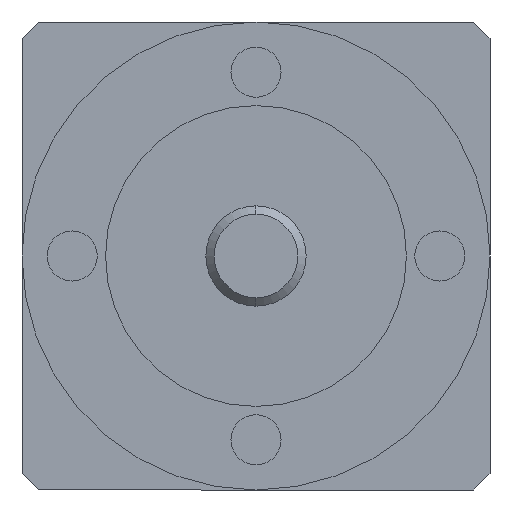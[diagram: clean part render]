
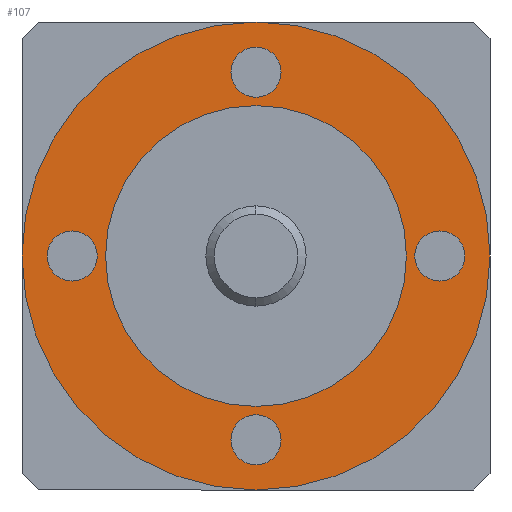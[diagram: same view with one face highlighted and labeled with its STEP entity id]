
A CAD part, front view. The second image highlights one B-rep face of the part: STEP entity #107.
In plain terms, the highlighted planar face has unit normal (0, -1, 0).
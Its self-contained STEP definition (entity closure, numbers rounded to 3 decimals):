
#17 = EDGE_CURVE ( 'NONE', #177, #782, #1007, .T. ) ;
#19 = AXIS2_PLACEMENT_3D ( 'NONE', #1082, #839, #742 ) ;
#23 = DIRECTION ( 'NONE',  ( 0., 0., -1. ) ) ;
#27 = DIRECTION ( 'NONE',  ( 0., 0., 1. ) ) ;
#28 = VERTEX_POINT ( 'NONE', #827 ) ;
#36 = DIRECTION ( 'NONE',  ( 0., -1., 0. ) ) ;
#49 = FACE_OUTER_BOUND ( 'NONE', #1094, .T. ) ;
#57 = AXIS2_PLACEMENT_3D ( 'NONE', #93, #166, #856 ) ;
#58 = DIRECTION ( 'NONE',  ( 0., 0., -1. ) ) ;
#72 = CIRCLE ( 'NONE', #705, 1.5 ) ;
#78 = ORIENTED_EDGE ( 'NONE', *, *, #950, .F. ) ;
#87 = CIRCLE ( 'NONE', #350, 1.5 ) ;
#91 = CARTESIAN_POINT ( 'NONE',  ( -11., -25.2, 1.5 ) ) ;
#93 = CARTESIAN_POINT ( 'NONE',  ( -11., -25.2, 0. ) ) ;
#94 = DIRECTION ( 'NONE',  ( 0., 0., -1. ) ) ;
#97 = CIRCLE ( 'NONE', #626, 1.5 ) ;
#107 = ADVANCED_FACE ( 'NONE', ( #520, #303, #564, #877, #1017, #49 ), #316, .F. ) ;
#112 = CIRCLE ( 'NONE', #403, 9. ) ;
#116 = EDGE_LOOP ( 'NONE', ( #427, #127 ) ) ;
#118 = CARTESIAN_POINT ( 'NONE',  ( 11., -25.2, 1.5 ) ) ;
#123 = DIRECTION ( 'NONE',  ( 0., -1., 0. ) ) ;
#127 = ORIENTED_EDGE ( 'NONE', *, *, #227, .F. ) ;
#132 = EDGE_CURVE ( 'NONE', #782, #177, #970, .T. ) ;
#156 = CIRCLE ( 'NONE', #159, 9. ) ;
#159 = AXIS2_PLACEMENT_3D ( 'NONE', #688, #673, #27 ) ;
#166 = DIRECTION ( 'NONE',  ( 0., -1., 0. ) ) ;
#177 = VERTEX_POINT ( 'NONE', #938 ) ;
#179 = DIRECTION ( 'NONE',  ( 0., 0., 1. ) ) ;
#188 = EDGE_LOOP ( 'NONE', ( #982, #247 ) ) ;
#224 = ORIENTED_EDGE ( 'NONE', *, *, #1060, .F. ) ;
#227 = EDGE_CURVE ( 'NONE', #28, #260, #156, .T. ) ;
#243 = CARTESIAN_POINT ( 'NONE',  ( 0., -25.2, -11. ) ) ;
#247 = ORIENTED_EDGE ( 'NONE', *, *, #132, .F. ) ;
#248 = CARTESIAN_POINT ( 'NONE',  ( 0., -25.2, 14. ) ) ;
#252 = AXIS2_PLACEMENT_3D ( 'NONE', #849, #1021, #588 ) ;
#260 = VERTEX_POINT ( 'NONE', #792 ) ;
#262 = ORIENTED_EDGE ( 'NONE', *, *, #1013, .F. ) ;
#275 = EDGE_LOOP ( 'NONE', ( #224, #1065 ) ) ;
#280 = DIRECTION ( 'NONE',  ( 0., 0., -1. ) ) ;
#301 = AXIS2_PLACEMENT_3D ( 'NONE', #1072, #485, #570 ) ;
#303 = FACE_BOUND ( 'NONE', #822, .T. ) ;
#304 = VERTEX_POINT ( 'NONE', #1034 ) ;
#311 = DIRECTION ( 'NONE',  ( 0., 1., 0. ) ) ;
#316 = PLANE ( 'NONE',  #639 ) ;
#333 = CARTESIAN_POINT ( 'NONE',  ( 0., -25.2, 12.5 ) ) ;
#336 = DIRECTION ( 'NONE',  ( 0., -1., 0. ) ) ;
#350 = AXIS2_PLACEMENT_3D ( 'NONE', #768, #336, #94 ) ;
#362 = EDGE_CURVE ( 'NONE', #971, #697, #72, .T. ) ;
#377 = DIRECTION ( 'NONE',  ( 0., 0., -1. ) ) ;
#387 = VERTEX_POINT ( 'NONE', #973 ) ;
#389 = CARTESIAN_POINT ( 'NONE',  ( 0., -25.2, 0. ) ) ;
#396 = ORIENTED_EDGE ( 'NONE', *, *, #901, .F. ) ;
#403 = AXIS2_PLACEMENT_3D ( 'NONE', #521, #689, #179 ) ;
#405 = EDGE_CURVE ( 'NONE', #569, #304, #654, .T. ) ;
#409 = VERTEX_POINT ( 'NONE', #818 ) ;
#427 = ORIENTED_EDGE ( 'NONE', *, *, #987, .F. ) ;
#439 = CIRCLE ( 'NONE', #743, 1.5 ) ;
#474 = ORIENTED_EDGE ( 'NONE', *, *, #362, .F. ) ;
#476 = EDGE_CURVE ( 'NONE', #934, #387, #917, .T. ) ;
#485 = DIRECTION ( 'NONE',  ( 0., -1., 0. ) ) ;
#492 = CIRCLE ( 'NONE', #674, 1.5 ) ;
#496 = CARTESIAN_POINT ( 'NONE',  ( 0., -25.2, 0. ) ) ;
#500 = ORIENTED_EDGE ( 'NONE', *, *, #476, .F. ) ;
#520 = FACE_BOUND ( 'NONE', #275, .T. ) ;
#521 = CARTESIAN_POINT ( 'NONE',  ( 0., -25.2, 0. ) ) ;
#561 = DIRECTION ( 'NONE',  ( 0., -1., 0. ) ) ;
#562 = CIRCLE ( 'NONE', #252, 14. ) ;
#564 = FACE_BOUND ( 'NONE', #188, .T. ) ;
#569 = VERTEX_POINT ( 'NONE', #657 ) ;
#570 = DIRECTION ( 'NONE',  ( 0., 0., -1. ) ) ;
#571 = DIRECTION ( 'NONE',  ( 0., 1., 0. ) ) ;
#585 = DIRECTION ( 'NONE',  ( 0., 0., 1. ) ) ;
#588 = DIRECTION ( 'NONE',  ( 0., 0., 1. ) ) ;
#600 = DIRECTION ( 'NONE',  ( 0., -1., 0. ) ) ;
#626 = AXIS2_PLACEMENT_3D ( 'NONE', #1039, #36, #280 ) ;
#636 = CARTESIAN_POINT ( 'NONE',  ( 0., -25.2, 11. ) ) ;
#639 = AXIS2_PLACEMENT_3D ( 'NONE', #496, #311, #585 ) ;
#654 = CIRCLE ( 'NONE', #301, 1.5 ) ;
#657 = CARTESIAN_POINT ( 'NONE',  ( 0., -25.2, -9.5 ) ) ;
#673 = DIRECTION ( 'NONE',  ( 0., -1., 0. ) ) ;
#674 = AXIS2_PLACEMENT_3D ( 'NONE', #243, #600, #23 ) ;
#688 = CARTESIAN_POINT ( 'NONE',  ( 0., -25.2, 0. ) ) ;
#689 = DIRECTION ( 'NONE',  ( 0., -1., 0. ) ) ;
#697 = VERTEX_POINT ( 'NONE', #333 ) ;
#705 = AXIS2_PLACEMENT_3D ( 'NONE', #636, #123, #377 ) ;
#728 = DIRECTION ( 'NONE',  ( 0., 0., 1. ) ) ;
#740 = EDGE_LOOP ( 'NONE', ( #262, #921 ) ) ;
#742 = DIRECTION ( 'NONE',  ( 0., 0., -1. ) ) ;
#743 = AXIS2_PLACEMENT_3D ( 'NONE', #935, #561, #58 ) ;
#768 = CARTESIAN_POINT ( 'NONE',  ( 0., -25.2, 11. ) ) ;
#782 = VERTEX_POINT ( 'NONE', #91 ) ;
#792 = CARTESIAN_POINT ( 'NONE',  ( 0., -25.2, 9. ) ) ;
#800 = VERTEX_POINT ( 'NONE', #118 ) ;
#818 = CARTESIAN_POINT ( 'NONE',  ( 11., -25.2, -1.5 ) ) ;
#822 = EDGE_LOOP ( 'NONE', ( #474, #78 ) ) ;
#827 = CARTESIAN_POINT ( 'NONE',  ( 0., -25.2, -9. ) ) ;
#839 = DIRECTION ( 'NONE',  ( 0., -1., 0. ) ) ;
#845 = EDGE_CURVE ( 'NONE', #800, #409, #439, .T. ) ;
#847 = AXIS2_PLACEMENT_3D ( 'NONE', #389, #571, #728 ) ;
#849 = CARTESIAN_POINT ( 'NONE',  ( 0., -25.2, 0. ) ) ;
#856 = DIRECTION ( 'NONE',  ( 0., 0., -1. ) ) ;
#861 = CARTESIAN_POINT ( 'NONE',  ( 0., -25.2, 9.5 ) ) ;
#877 = FACE_BOUND ( 'NONE', #740, .T. ) ;
#901 = EDGE_CURVE ( 'NONE', #387, #934, #562, .T. ) ;
#917 = CIRCLE ( 'NONE', #847, 14. ) ;
#921 = ORIENTED_EDGE ( 'NONE', *, *, #405, .F. ) ;
#934 = VERTEX_POINT ( 'NONE', #248 ) ;
#935 = CARTESIAN_POINT ( 'NONE',  ( 11., -25.2, 0. ) ) ;
#938 = CARTESIAN_POINT ( 'NONE',  ( -11., -25.2, -1.5 ) ) ;
#950 = EDGE_CURVE ( 'NONE', #697, #971, #87, .T. ) ;
#970 = CIRCLE ( 'NONE', #57, 1.5 ) ;
#971 = VERTEX_POINT ( 'NONE', #861 ) ;
#973 = CARTESIAN_POINT ( 'NONE',  ( 0., -25.2, -14. ) ) ;
#982 = ORIENTED_EDGE ( 'NONE', *, *, #17, .F. ) ;
#987 = EDGE_CURVE ( 'NONE', #260, #28, #112, .T. ) ;
#1007 = CIRCLE ( 'NONE', #19, 1.5 ) ;
#1013 = EDGE_CURVE ( 'NONE', #304, #569, #492, .T. ) ;
#1017 = FACE_BOUND ( 'NONE', #116, .T. ) ;
#1021 = DIRECTION ( 'NONE',  ( 0., 1., 0. ) ) ;
#1034 = CARTESIAN_POINT ( 'NONE',  ( 0., -25.2, -12.5 ) ) ;
#1039 = CARTESIAN_POINT ( 'NONE',  ( 11., -25.2, 0. ) ) ;
#1060 = EDGE_CURVE ( 'NONE', #409, #800, #97, .T. ) ;
#1065 = ORIENTED_EDGE ( 'NONE', *, *, #845, .F. ) ;
#1072 = CARTESIAN_POINT ( 'NONE',  ( 0., -25.2, -11. ) ) ;
#1082 = CARTESIAN_POINT ( 'NONE',  ( -11., -25.2, 0. ) ) ;
#1094 = EDGE_LOOP ( 'NONE', ( #500, #396 ) ) ;
